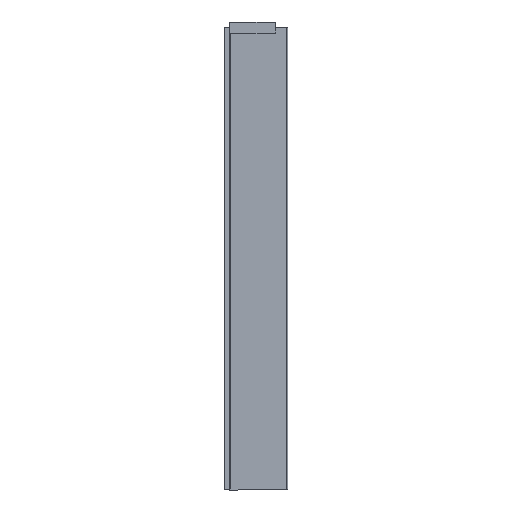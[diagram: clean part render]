
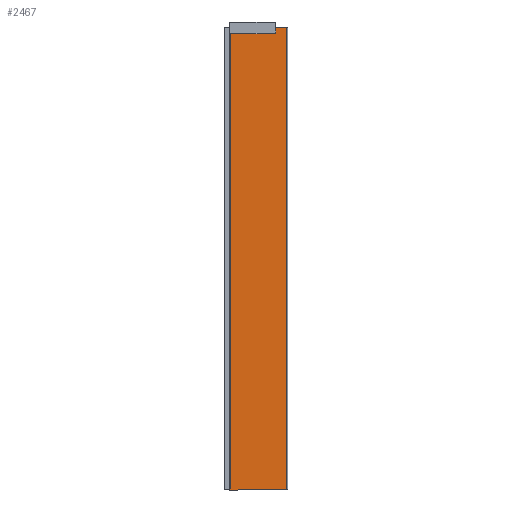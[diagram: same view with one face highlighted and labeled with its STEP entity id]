
A CAD part, front view. The second image highlights one B-rep face of the part: STEP entity #2467.
In plain terms, the highlighted planar face has unit normal (0, -1, 0).
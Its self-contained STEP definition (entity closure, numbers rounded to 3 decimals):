
#17 = ORIENTED_EDGE ( 'NONE', *, *, #3294, .F. ) ;
#346 = DIRECTION ( 'NONE',  ( 0., 0., -1. ) ) ;
#514 = EDGE_LOOP ( 'NONE', ( #5215, #1789, #17, #5375 ) ) ;
#527 = CARTESIAN_POINT ( 'NONE',  ( -247.4, 0., 1000. ) ) ;
#705 = LINE ( 'NONE', #4151, #3839 ) ;
#744 = VERTEX_POINT ( 'NONE', #2177 ) ;
#1612 = EDGE_CURVE ( 'NONE', #3602, #5078, #2841, .T. ) ;
#1789 = ORIENTED_EDGE ( 'NONE', *, *, #4130, .T. ) ;
#1839 = CARTESIAN_POINT ( 'NONE',  ( -2.6, 0., 1000. ) ) ;
#2053 = AXIS2_PLACEMENT_3D ( 'NONE', #4420, #5734, #5331 ) ;
#2117 = CARTESIAN_POINT ( 'NONE',  ( -2.6, 0., 1000. ) ) ;
#2120 = CARTESIAN_POINT ( 'NONE',  ( -247.4, 0., -1000. ) ) ;
#2177 = CARTESIAN_POINT ( 'NONE',  ( -247.4, 0., -1000. ) ) ;
#2408 = LINE ( 'NONE', #5607, #4660 ) ;
#2467 = ADVANCED_FACE ( 'NONE', ( #3756 ), #3937, .T. ) ;
#2506 = DIRECTION ( 'NONE',  ( 0., 0., 1. ) ) ;
#2751 = VECTOR ( 'NONE', #346, 1000. ) ;
#2841 = LINE ( 'NONE', #1839, #3131 ) ;
#2949 = DIRECTION ( 'NONE',  ( -1., 0., 0. ) ) ;
#3131 = VECTOR ( 'NONE', #2506, 1000. ) ;
#3294 = EDGE_CURVE ( 'NONE', #3602, #744, #705, .T. ) ;
#3551 = VERTEX_POINT ( 'NONE', #527 ) ;
#3602 = VERTEX_POINT ( 'NONE', #5692 ) ;
#3756 = FACE_OUTER_BOUND ( 'NONE', #514, .T. ) ;
#3839 = VECTOR ( 'NONE', #2949, 1000. ) ;
#3937 = PLANE ( 'NONE',  #2053 ) ;
#3943 = DIRECTION ( 'NONE',  ( -1., 0., 0. ) ) ;
#4095 = LINE ( 'NONE', #2120, #2751 ) ;
#4130 = EDGE_CURVE ( 'NONE', #3551, #744, #4095, .T. ) ;
#4151 = CARTESIAN_POINT ( 'NONE',  ( 0., 0., -1000. ) ) ;
#4420 = CARTESIAN_POINT ( 'NONE',  ( 0., 0., 1000. ) ) ;
#4660 = VECTOR ( 'NONE', #3943, 1000. ) ;
#4984 = EDGE_CURVE ( 'NONE', #5078, #3551, #2408, .T. ) ;
#5078 = VERTEX_POINT ( 'NONE', #2117 ) ;
#5215 = ORIENTED_EDGE ( 'NONE', *, *, #4984, .T. ) ;
#5331 = DIRECTION ( 'NONE',  ( 1., 0., 0. ) ) ;
#5375 = ORIENTED_EDGE ( 'NONE', *, *, #1612, .T. ) ;
#5607 = CARTESIAN_POINT ( 'NONE',  ( 0., 0., 1000. ) ) ;
#5692 = CARTESIAN_POINT ( 'NONE',  ( -2.6, 0., -1000. ) ) ;
#5734 = DIRECTION ( 'NONE',  ( 0., -1., 0. ) ) ;
